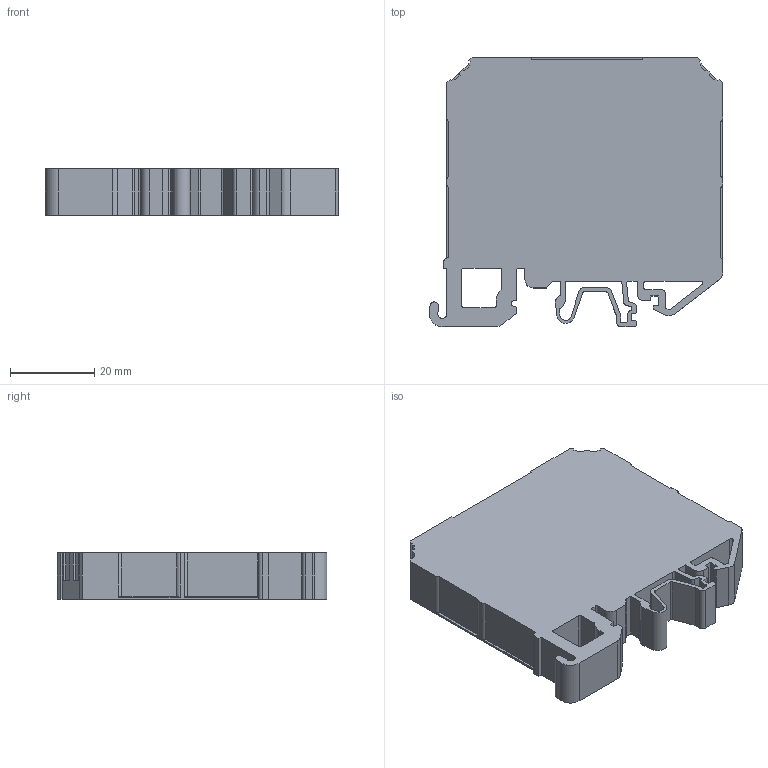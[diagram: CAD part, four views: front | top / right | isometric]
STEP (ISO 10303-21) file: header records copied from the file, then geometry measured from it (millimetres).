
FILE_DESCRIPTION (( 'STEP AP214' ), '1' );
FILE_NAME ('395100_AYK 10-16_BG.STP', '2015-08-10T06:53:12', ( '' ), ( '' ), 'SwSTEP 2.0', 'SolidWorks 2015', '' );
FILE_SCHEMA (( 'AUTOMOTIVE_DESIGN' ));
Length unit declared in the file: millimetre
Products named in the file (1): 395100_AYK 10-16_BG
Bounding box: 69.65 x 64 x 11 mm (x, y, z)
Volume: 39561.3 mm3; surface area: 12393.8 mm2
Topology: 1 solids, 1 shells, 175 faces, 513 edges, 342 vertices
Faces by surface type: plane 116, cylinder 59
Entity records: 7769 total; most frequent: CARTESIAN_POINT 1052, ORIENTED_EDGE 1026, DIRECTION 969, EDGE_CURVE 513, VECTOR 395, LINE 395, VERTEX_POINT 342, AXIS2_PLACEMENT_3D 287
